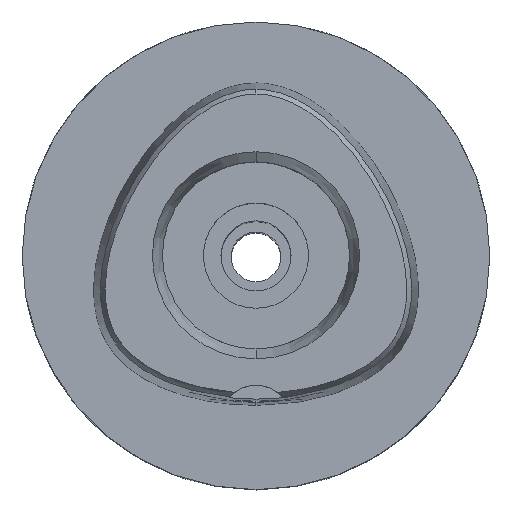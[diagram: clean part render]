
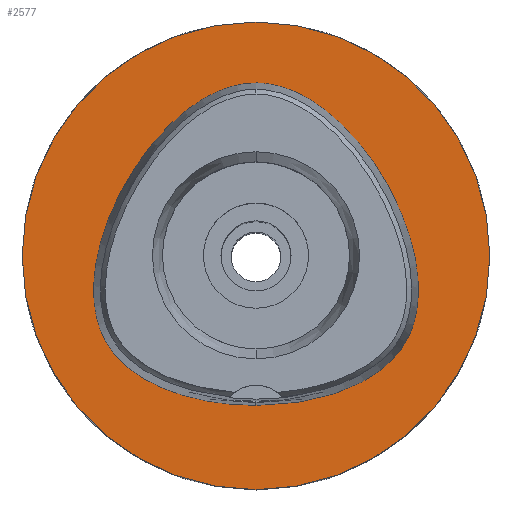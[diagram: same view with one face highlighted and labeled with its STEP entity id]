
A CAD part, top view. The second image highlights one B-rep face of the part: STEP entity #2577.
In plain terms, the highlighted planar face has unit normal (0, 0, 1).
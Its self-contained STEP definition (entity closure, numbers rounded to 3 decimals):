
#267=CARTESIAN_POINT('',(0.,0.,0.));
#268=DIRECTION('',(0.,0.,-1.));
#269=DIRECTION('',(0.,-1.,0.));
#270=AXIS2_PLACEMENT_3D('',#267,#268,#269);
#275=CARTESIAN_POINT('',(0.,0.,0.));
#276=DIRECTION('',(0.,0.,-1.));
#277=DIRECTION('',(0.,1.,0.));
#278=AXIS2_PLACEMENT_3D('',#275,#276,#277);
#283=CARTESIAN_POINT('',(0.,-25.575,0.));
#284=CARTESIAN_POINT('',(1.339,-25.575,0.));
#285=CARTESIAN_POINT('',(3.94,-25.467,
0.));
#286=CARTESIAN_POINT('',(7.653,-25.01,0.));
#287=CARTESIAN_POINT('',(11.061,-24.297,0.));
#288=CARTESIAN_POINT('',(14.073,-23.391,0.));
#289=CARTESIAN_POINT('',(16.675,-22.348,0.));
#290=CARTESIAN_POINT('',(18.896,-21.21,0.));
#291=CARTESIAN_POINT('',(20.771,-20.009,0.));
#292=CARTESIAN_POINT('',(22.341,-18.767,0.));
#293=CARTESIAN_POINT('',(23.654,-17.487,0.));
#294=CARTESIAN_POINT('',(24.743,-16.171,0.));
#295=CARTESIAN_POINT('',(25.652,-14.783,0.));
#296=CARTESIAN_POINT('',(26.389,-13.31,0.));
#297=CARTESIAN_POINT('',(26.98,-11.711,0.));
#298=CARTESIAN_POINT('',(27.428,-9.94,0.));
#299=CARTESIAN_POINT('',(27.717,-7.956,0.));
#300=CARTESIAN_POINT('',(27.817,-5.722,0.));
#301=CARTESIAN_POINT('',(27.687,-3.223,0.));
#302=CARTESIAN_POINT('',(27.283,-0.438,0.));
#303=CARTESIAN_POINT('',(26.555,2.63,0.));
#304=CARTESIAN_POINT('',(25.462,5.941,0.));
#305=CARTESIAN_POINT('',(23.984,9.41,0.));
#306=CARTESIAN_POINT('',(22.144,12.902,0.));
#307=CARTESIAN_POINT('',(20.031,16.224,0.));
#308=CARTESIAN_POINT('',(17.76,19.22,0.));
#309=CARTESIAN_POINT('',(15.441,21.8,0.));
#310=CARTESIAN_POINT('',(13.155,23.939,0.));
#311=CARTESIAN_POINT('',(10.953,25.661,0.));
#312=CARTESIAN_POINT('',(8.862,27.003,0.));
#313=CARTESIAN_POINT('',(6.891,28.016,0.));
#314=CARTESIAN_POINT('',(5.027,28.75,0.));
#315=CARTESIAN_POINT('',(3.266,29.239,0.));
#316=CARTESIAN_POINT('',(1.595,29.516,0.));
#317=CARTESIAN_POINT('',(0.524,29.575,
0.));
#318=CARTESIAN_POINT('',(0.,29.575,0.));
#323=CARTESIAN_POINT('',(0.,29.575,0.));
#324=CARTESIAN_POINT('',(-0.524,29.575,0.));
#325=CARTESIAN_POINT('',(-1.596,29.516,0.));
#326=CARTESIAN_POINT('',(-3.268,29.239,0.));
#327=CARTESIAN_POINT('',(-5.03,28.749,0.));
#328=CARTESIAN_POINT('',(-6.895,28.015,0.));
#329=CARTESIAN_POINT('',(-8.867,27.,0.));
#330=CARTESIAN_POINT('',(-10.96,25.655,0.));
#331=CARTESIAN_POINT('',(-13.165,23.931,0.));
#332=CARTESIAN_POINT('',(-15.452,21.788,0.));
#333=CARTESIAN_POINT('',(-17.772,19.206,0.));
#334=CARTESIAN_POINT('',(-20.043,16.207,0.));
#335=CARTESIAN_POINT('',(-22.155,12.884,0.));
#336=CARTESIAN_POINT('',(-23.992,9.392,0.));
#337=CARTESIAN_POINT('',(-25.467,5.926,0.));
#338=CARTESIAN_POINT('',(-26.559,2.617,0.));
#339=CARTESIAN_POINT('',(-27.284,-0.444,0.));
#340=CARTESIAN_POINT('',(-27.688,-3.226,0.));
#341=CARTESIAN_POINT('',(-27.816,-5.725,0.));
#342=CARTESIAN_POINT('',(-27.717,-7.951,0.));
#343=CARTESIAN_POINT('',(-27.427,-9.943,0.));
#344=CARTESIAN_POINT('',(-26.977,-11.72,0.));
#345=CARTESIAN_POINT('',(-26.384,-13.324,0.));
#346=CARTESIAN_POINT('',(-25.643,-14.798,0.));
#347=CARTESIAN_POINT('',(-24.748,-16.163,0.));
#348=CARTESIAN_POINT('',(-23.666,-17.473,0.));
#349=CARTESIAN_POINT('',(-22.367,-18.744,0.));
#350=CARTESIAN_POINT('',(-20.795,-19.992,0.));
#351=CARTESIAN_POINT('',(-18.92,-21.196,0.));
#352=CARTESIAN_POINT('',(-16.7,-22.337,0.));
#353=CARTESIAN_POINT('',(-14.096,-23.383,0.));
#354=CARTESIAN_POINT('',(-11.082,-24.292,0.));
#355=CARTESIAN_POINT('',(-7.668,-25.008,0.));
#356=CARTESIAN_POINT('',(-3.941,-25.467,
0.));
#357=CARTESIAN_POINT('',(-1.338,-25.575,0.));
#358=CARTESIAN_POINT('',(0.,-25.575,0.));
#1642=VERTEX_POINT('',#323);
#1643=VERTEX_POINT('',#358);
#1648=CARTESIAN_POINT('',(0.,-40.,0.));
#1649=CARTESIAN_POINT('',(0.,40.,0.));
#1650=VERTEX_POINT('',#1648);
#1651=VERTEX_POINT('',#1649);
#2561=CARTESIAN_POINT('',(0.,0.,0.));
#2562=DIRECTION('',(0.,0.,-1.));
#2563=DIRECTION('',(0.,-1.,0.));
#2564=AXIS2_PLACEMENT_3D('',#2561,#2562,#2563);
#2565=PLANE('',#2564);
#2567=ORIENTED_EDGE('',*,*,#2566,.T.);
#2569=ORIENTED_EDGE('',*,*,#2568,.T.);
#2570=EDGE_LOOP('',(#2567,#2569));
#2571=FACE_OUTER_BOUND('',#2570,.F.);
#2573=ORIENTED_EDGE('',*,*,#2572,.T.);
#2574=ORIENTED_EDGE('',*,*,#2544,.T.);
#2575=EDGE_LOOP('',(#2573,#2574));
#2576=FACE_BOUND('',#2575,.F.);
#271=CIRCLE('',#270,40.);
#279=CIRCLE('',#278,40.);
#319=B_SPLINE_CURVE_WITH_KNOTS('',3,(#283,#284,#285,#286,#287,#288,#289,#290,
#291,#292,#293,#294,#295,#296,#297,#298,#299,#300,#301,#302,#303,#304,#305,#306,
#307,#308,#309,#310,#311,#312,#313,#314,#315,#316,#317,#318),.UNSPECIFIED.,.F.,
.F.,(4,1,1,1,1,1,1,1,1,1,1,1,1,1,1,1,1,1,1,1,1,1,1,1,1,1,1,1,1,1,1,1,1,4),(0.,
0.03,0.061,0.091,0.121,
0.152,0.182,0.212,0.242,
0.273,0.303,0.333,0.364,
0.394,0.424,0.455,0.485,
0.515,0.545,0.576,0.606,
0.636,0.667,0.697,0.727,
0.758,0.788,0.818,0.848,
0.879,0.909,0.939,0.97,1.),
.UNSPECIFIED.);
#359=B_SPLINE_CURVE_WITH_KNOTS('',3,(#323,#324,#325,#326,#327,#328,#329,#330,
#331,#332,#333,#334,#335,#336,#337,#338,#339,#340,#341,#342,#343,#344,#345,#346,
#347,#348,#349,#350,#351,#352,#353,#354,#355,#356,#357,#358),.UNSPECIFIED.,.F.,
.F.,(4,1,1,1,1,1,1,1,1,1,1,1,1,1,1,1,1,1,1,1,1,1,1,1,1,1,1,1,1,1,1,1,1,4),(0.,
0.03,0.061,0.091,0.121,
0.152,0.182,0.212,0.242,
0.273,0.303,0.333,0.364,
0.394,0.424,0.455,0.485,
0.515,0.545,0.576,0.606,
0.636,0.667,0.697,0.727,
0.758,0.788,0.818,0.848,
0.879,0.909,0.939,0.97,1.),
.UNSPECIFIED.);
#2544=EDGE_CURVE('',#1642,#1643,#359,.T.);
#2566=EDGE_CURVE('',#1650,#1651,#271,.T.);
#2568=EDGE_CURVE('',#1651,#1650,#279,.T.);
#2572=EDGE_CURVE('',#1643,#1642,#319,.T.);
#2577=ADVANCED_FACE('',(#2571,#2576),#2565,.F.);
